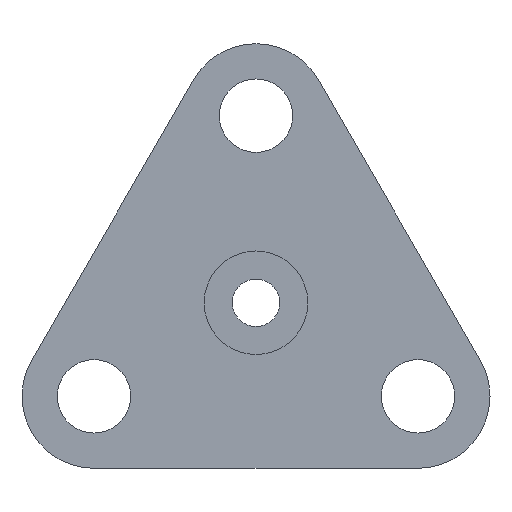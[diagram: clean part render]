
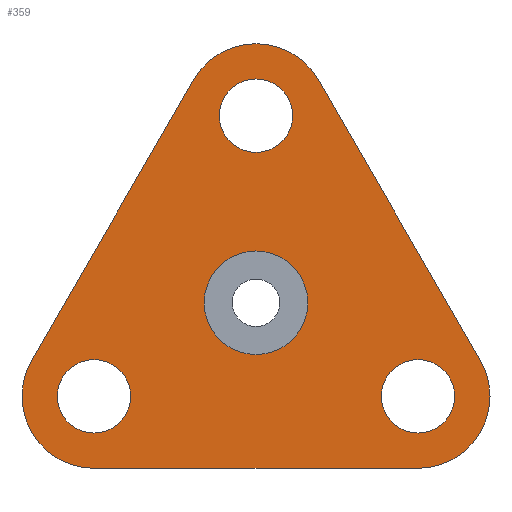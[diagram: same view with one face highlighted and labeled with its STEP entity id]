
A CAD part, left-side view. The second image highlights one B-rep face of the part: STEP entity #359.
In plain terms, the highlighted planar face has unit normal (-1, 0, 0).
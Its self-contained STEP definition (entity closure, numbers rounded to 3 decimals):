
#24=FACE_BOUND('',#91,.T.);
#25=FACE_BOUND('',#92,.T.);
#26=FACE_BOUND('',#93,.T.);
#27=FACE_BOUND('',#94,.T.);
#37=PLANE('',#419);
#59=FACE_OUTER_BOUND('',#90,.T.);
#90=EDGE_LOOP('',(#316,#317,#318,#319,#320,#321));
#91=EDGE_LOOP('',(#322));
#92=EDGE_LOOP('',(#323));
#93=EDGE_LOOP('',(#324));
#94=EDGE_LOOP('',(#325));
#101=LINE('',#586,#122);
#105=LINE('',#595,#126);
#109=LINE('',#604,#130);
#122=VECTOR('',#482,10.);
#126=VECTOR('',#488,10.);
#130=VECTOR('',#494,10.);
#148=CIRCLE('',#393,3.6);
#152=CIRCLE('',#404,2.55);
#154=CIRCLE('',#407,5.);
#155=CIRCLE('',#409,5.);
#157=CIRCLE('',#412,2.55);
#158=CIRCLE('',#414,5.);
#160=CIRCLE('',#417,2.55);
#172=VERTEX_POINT('',#570);
#176=VERTEX_POINT('',#584);
#177=VERTEX_POINT('',#585);
#180=VERTEX_POINT('',#593);
#181=VERTEX_POINT('',#594);
#184=VERTEX_POINT('',#602);
#185=VERTEX_POINT('',#603);
#188=VERTEX_POINT('',#611);
#189=VERTEX_POINT('',#621);
#190=VERTEX_POINT('',#628);
#206=EDGE_CURVE('',#172,#172,#148,.T.);
#212=EDGE_CURVE('',#176,#177,#101,.T.);
#216=EDGE_CURVE('',#180,#181,#105,.T.);
#220=EDGE_CURVE('',#184,#185,#109,.T.);
#225=EDGE_CURVE('',#188,#188,#152,.T.);
#227=EDGE_CURVE('',#185,#181,#154,.T.);
#228=EDGE_CURVE('',#180,#177,#155,.T.);
#231=EDGE_CURVE('',#189,#189,#157,.T.);
#232=EDGE_CURVE('',#176,#184,#158,.T.);
#235=EDGE_CURVE('',#190,#190,#160,.T.);
#316=ORIENTED_EDGE('',*,*,#212,.T.);
#317=ORIENTED_EDGE('',*,*,#228,.F.);
#318=ORIENTED_EDGE('',*,*,#216,.T.);
#319=ORIENTED_EDGE('',*,*,#227,.F.);
#320=ORIENTED_EDGE('',*,*,#220,.F.);
#321=ORIENTED_EDGE('',*,*,#232,.F.);
#322=ORIENTED_EDGE('',*,*,#206,.T.);
#323=ORIENTED_EDGE('',*,*,#231,.F.);
#324=ORIENTED_EDGE('',*,*,#225,.F.);
#325=ORIENTED_EDGE('',*,*,#235,.F.);
#359=ADVANCED_FACE('',(#59,#24,#25,#26,#27),#37,.F.);
#393=AXIS2_PLACEMENT_3D('',#571,#464,#465);
#404=AXIS2_PLACEMENT_3D('',#613,#501,#502);
#407=AXIS2_PLACEMENT_3D('',#616,#507,#508);
#409=AXIS2_PLACEMENT_3D('',#618,#511,#512);
#412=AXIS2_PLACEMENT_3D('',#623,#518,#519);
#414=AXIS2_PLACEMENT_3D('',#625,#522,#523);
#417=AXIS2_PLACEMENT_3D('',#630,#529,#530);
#419=AXIS2_PLACEMENT_3D('',#632,#533,#534);
#464=DIRECTION('center_axis',(1.,0.,0.));
#465=DIRECTION('ref_axis',(0.,-1.,0.));
#482=DIRECTION('',(0.,-1.,0.));
#488=DIRECTION('',(0.,0.5,0.866));
#494=DIRECTION('',(0.,-0.5,0.866));
#501=DIRECTION('center_axis',(-1.,0.,0.));
#502=DIRECTION('ref_axis',(0.,1.,0.));
#507=DIRECTION('center_axis',(1.,0.,0.));
#508=DIRECTION('ref_axis',(0.,1.,0.));
#511=DIRECTION('center_axis',(1.,0.,0.));
#512=DIRECTION('ref_axis',(0.,1.,0.));
#518=DIRECTION('center_axis',(-1.,0.,0.));
#519=DIRECTION('ref_axis',(0.,1.,0.));
#522=DIRECTION('center_axis',(1.,0.,0.));
#523=DIRECTION('ref_axis',(0.,1.,0.));
#529=DIRECTION('center_axis',(-1.,0.,0.));
#530=DIRECTION('ref_axis',(0.,1.,0.));
#533=DIRECTION('center_axis',(1.,0.,0.));
#534=DIRECTION('ref_axis',(0.,1.,0.));
#570=CARTESIAN_POINT('',(-3.1,3.6,85.));
#571=CARTESIAN_POINT('Origin',(-3.1,0.,85.));
#584=CARTESIAN_POINT('',(-3.1,11.258,73.5));
#585=CARTESIAN_POINT('',(-3.1,-11.258,73.5));
#586=CARTESIAN_POINT('',(-3.1,11.258,73.5));
#593=CARTESIAN_POINT('',(-3.1,-15.588,81.));
#594=CARTESIAN_POINT('',(-3.1,-4.33,100.5));
#595=CARTESIAN_POINT('',(-3.1,-15.588,81.));
#602=CARTESIAN_POINT('',(-3.1,15.588,81.));
#603=CARTESIAN_POINT('',(-3.1,4.33,100.5));
#604=CARTESIAN_POINT('',(-3.1,15.588,81.));
#611=CARTESIAN_POINT('',(-3.1,-2.55,98.));
#613=CARTESIAN_POINT('Origin',(-3.1,0.,98.));
#616=CARTESIAN_POINT('Origin',(-3.1,0.,98.));
#618=CARTESIAN_POINT('Origin',(-3.1,-11.258,78.5));
#621=CARTESIAN_POINT('',(-3.1,-13.808,78.5));
#623=CARTESIAN_POINT('Origin',(-3.1,-11.258,78.5));
#625=CARTESIAN_POINT('Origin',(-3.1,11.258,78.5));
#628=CARTESIAN_POINT('',(-3.1,8.708,78.5));
#630=CARTESIAN_POINT('Origin',(-3.1,11.258,78.5));
#632=CARTESIAN_POINT('Origin',(-3.1,11.258,78.5));
